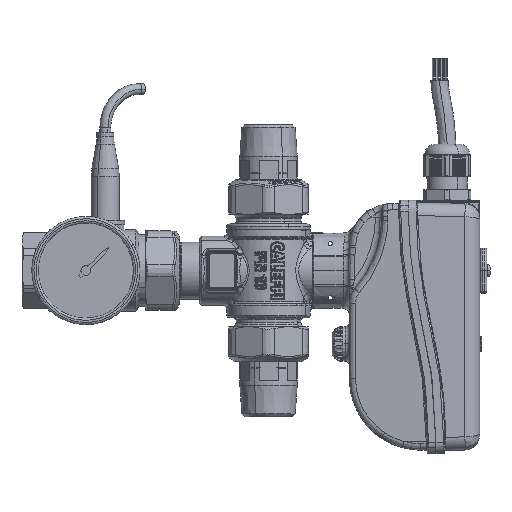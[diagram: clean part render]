
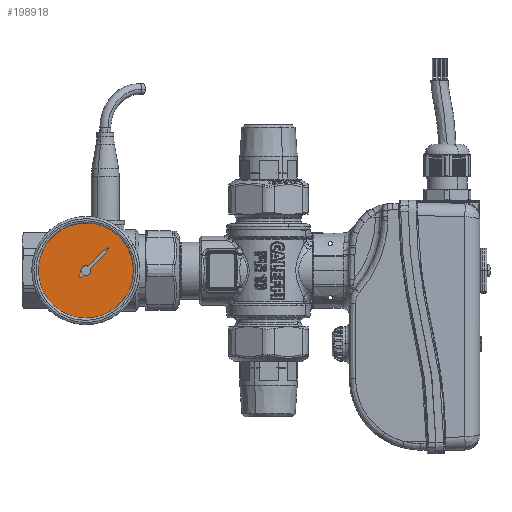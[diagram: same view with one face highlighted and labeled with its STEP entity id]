
A CAD part, top view. The second image highlights one B-rep face of the part: STEP entity #198918.
In plain terms, the highlighted planar face has unit normal (0, 0, 1).
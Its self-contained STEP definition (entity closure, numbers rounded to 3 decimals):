
#198801=CARTESIAN_POINT('Vertex',(-65.193,10.547,32.)) ;
#198804=CARTESIAN_POINT('Axis2P3D Location',(-84.5,0.,32.)) ;
#198808=CARTESIAN_POINT('Vertex',(-103.807,-10.547,32.)) ;
#198823=CARTESIAN_POINT('Axis2P3D Location',(-84.5,0.,32.)) ;
#198835=CARTESIAN_POINT('Axis2P3D Location',(-62.5,0.,32.)) ;
#198844=CARTESIAN_POINT('Line Origine',(-75.148,9.882,32.)) ;
#198848=CARTESIAN_POINT('Vertex',(-73.893,10.607,32.)) ;
#198850=CARTESIAN_POINT('Vertex',(-76.403,9.158,32.)) ;
#198853=CARTESIAN_POINT('Line Origine',(-74.618,9.352,32.)) ;
#198857=CARTESIAN_POINT('Vertex',(-75.342,8.097,32.)) ;
#198860=CARTESIAN_POINT('Line Origine',(-78.906,4.533,32.)) ;
#198864=CARTESIAN_POINT('Vertex',(-82.47,0.97,32.)) ;
#198867=CARTESIAN_POINT('Axis2P3D Location',(-84.5,0.,32.)) ;
#198871=CARTESIAN_POINT('Vertex',(-85.47,-2.03,32.)) ;
#198874=CARTESIAN_POINT('Line Origine',(-86.128,-2.688,32.)) ;
#198878=CARTESIAN_POINT('Vertex',(-86.786,-3.347,32.)) ;
#198881=CARTESIAN_POINT('Line Origine',(-87.316,-2.816,32.)) ;
#198885=CARTESIAN_POINT('Vertex',(-87.847,-2.286,32.)) ;
#198888=CARTESIAN_POINT('Line Origine',(-87.188,-1.628,32.)) ;
#198892=CARTESIAN_POINT('Vertex',(-86.53,-0.97,32.)) ;
#198895=CARTESIAN_POINT('Axis2P3D Location',(-84.5,0.,32.)) ;
#198899=CARTESIAN_POINT('Vertex',(-83.53,2.03,32.)) ;
#198902=CARTESIAN_POINT('Line Origine',(-79.967,5.594,32.)) ;
#198846=VECTOR('Line Direction',#198845,1.) ;
#198855=VECTOR('Line Direction',#198854,1.) ;
#198862=VECTOR('Line Direction',#198861,1.) ;
#198876=VECTOR('Line Direction',#198875,1.) ;
#198883=VECTOR('Line Direction',#198882,1.) ;
#198890=VECTOR('Line Direction',#198889,1.) ;
#198904=VECTOR('Line Direction',#198903,1.) ;
#198805=DIRECTION('Axis2P3D Direction',(-0.,0.,1.)) ;
#198824=DIRECTION('Axis2P3D Direction',(-0.,0.,1.)) ;
#198836=DIRECTION('Axis2P3D Direction',(-0.,0.,1.)) ;
#198837=DIRECTION('Axis2P3D XDirection',(0.,-1.,0.)) ;
#198845=DIRECTION('Vector Direction',(-0.866,-0.5,0.)) ;
#198854=DIRECTION('Vector Direction',(-0.5,-0.866,0.)) ;
#198861=DIRECTION('Vector Direction',(-0.707,-0.707,0.)) ;
#198868=DIRECTION('Axis2P3D Direction',(-0.,0.,1.)) ;
#198875=DIRECTION('Vector Direction',(-0.707,-0.707,0.)) ;
#198882=DIRECTION('Vector Direction',(0.707,-0.707,0.)) ;
#198889=DIRECTION('Vector Direction',(-0.707,-0.707,0.)) ;
#198896=DIRECTION('Axis2P3D Direction',(-0.,0.,1.)) ;
#198903=DIRECTION('Vector Direction',(-0.707,-0.707,0.)) ;
#198806=AXIS2_PLACEMENT_3D('Circle Axis2P3D',#198804,#198805,$) ;
#198825=AXIS2_PLACEMENT_3D('Circle Axis2P3D',#198823,#198824,$) ;
#198838=AXIS2_PLACEMENT_3D('Plane Axis2P3D',#198835,#198836,#198837) ;
#198869=AXIS2_PLACEMENT_3D('Circle Axis2P3D',#198867,#198868,$) ;
#198897=AXIS2_PLACEMENT_3D('Circle Axis2P3D',#198895,#198896,$) ;
#198847=LINE('Line',#198844,#198846) ;
#198856=LINE('Line',#198853,#198855) ;
#198863=LINE('Line',#198860,#198862) ;
#198877=LINE('Line',#198874,#198876) ;
#198884=LINE('Line',#198881,#198883) ;
#198891=LINE('Line',#198888,#198890) ;
#198905=LINE('Line',#198902,#198904) ;
#198807=CIRCLE('generated circle',#198806,22.) ;
#198826=CIRCLE('generated circle',#198825,22.) ;
#198870=CIRCLE('generated circle',#198869,2.25) ;
#198898=CIRCLE('generated circle',#198897,2.25) ;
#198839=PLANE('',#198838) ;
#198917=FACE_BOUND('',#198907,.T.) ;
#198810=EDGE_CURVE('',#198809,#198802,#198807,.T.) ;
#198827=EDGE_CURVE('',#198802,#198809,#198826,.T.) ;
#198852=EDGE_CURVE('',#198849,#198851,#198847,.T.) ;
#198859=EDGE_CURVE('',#198849,#198858,#198856,.T.) ;
#198866=EDGE_CURVE('',#198858,#198865,#198863,.T.) ;
#198873=EDGE_CURVE('',#198872,#198865,#198870,.T.) ;
#198880=EDGE_CURVE('',#198872,#198879,#198877,.T.) ;
#198887=EDGE_CURVE('',#198886,#198879,#198884,.T.) ;
#198894=EDGE_CURVE('',#198893,#198886,#198891,.T.) ;
#198901=EDGE_CURVE('',#198900,#198893,#198898,.T.) ;
#198906=EDGE_CURVE('',#198851,#198900,#198905,.T.) ;
#198841=ORIENTED_EDGE('',*,*,#198827,.T.) ;
#198842=ORIENTED_EDGE('',*,*,#198810,.T.) ;
#198908=ORIENTED_EDGE('',*,*,#198852,.F.) ;
#198909=ORIENTED_EDGE('',*,*,#198859,.T.) ;
#198910=ORIENTED_EDGE('',*,*,#198866,.T.) ;
#198911=ORIENTED_EDGE('',*,*,#198873,.F.) ;
#198912=ORIENTED_EDGE('',*,*,#198880,.T.) ;
#198913=ORIENTED_EDGE('',*,*,#198887,.F.) ;
#198914=ORIENTED_EDGE('',*,*,#198894,.F.) ;
#198915=ORIENTED_EDGE('',*,*,#198901,.F.) ;
#198916=ORIENTED_EDGE('',*,*,#198906,.F.) ;
#198840=EDGE_LOOP('',(#198841,#198842)) ;
#198907=EDGE_LOOP('',(#198908,#198909,#198910,#198911,#198912,#198913,#198914,#198915,#198916)) ;
#198802=VERTEX_POINT('',#198801) ;
#198809=VERTEX_POINT('',#198808) ;
#198849=VERTEX_POINT('',#198848) ;
#198851=VERTEX_POINT('',#198850) ;
#198858=VERTEX_POINT('',#198857) ;
#198865=VERTEX_POINT('',#198864) ;
#198872=VERTEX_POINT('',#198871) ;
#198879=VERTEX_POINT('',#198878) ;
#198886=VERTEX_POINT('',#198885) ;
#198893=VERTEX_POINT('',#198892) ;
#198900=VERTEX_POINT('',#198899) ;
#198918=ADVANCED_FACE('PartBody',(#198843,#198917),#198839,.T.) ;
#198843=FACE_OUTER_BOUND('',#198840,.T.) ;
